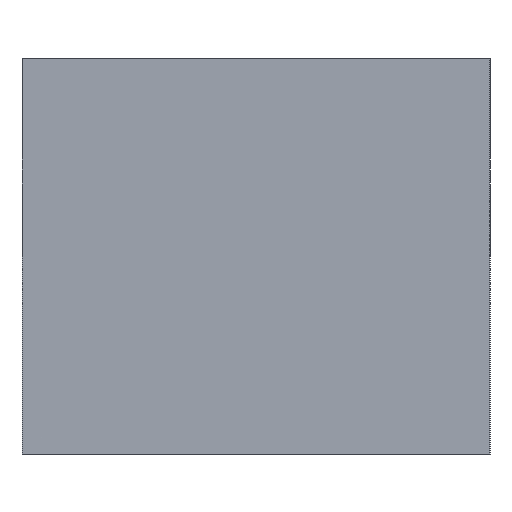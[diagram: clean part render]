
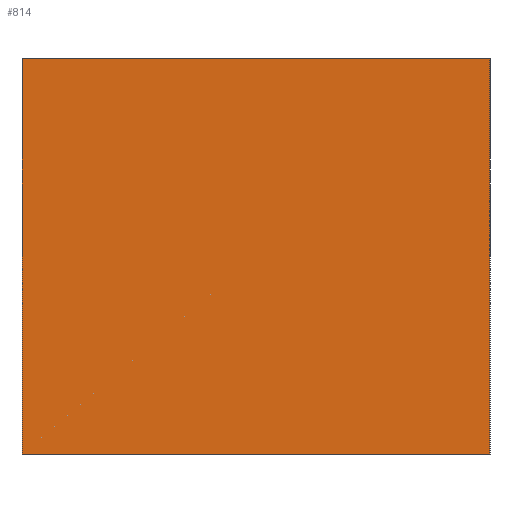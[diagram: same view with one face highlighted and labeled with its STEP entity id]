
A CAD part, left-side view. The second image highlights one B-rep face of the part: STEP entity #814.
In plain terms, the highlighted planar face has unit normal (-1, 0.018, 0).
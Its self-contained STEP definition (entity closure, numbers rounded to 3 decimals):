
#9 = VERTEX_POINT ( 'NONE', #5192 ) ;
#291 = DIRECTION ( 'NONE',  ( -0.017, -1., 0. ) ) ;
#306 = EDGE_CURVE ( 'NONE', #9323, #2193, #5001, .T. ) ;
#365 = LINE ( 'NONE', #1764, #4308 ) ;
#418 = CARTESIAN_POINT ( 'NONE',  ( -21.3, 26., 11. ) ) ;
#570 = EDGE_CURVE ( 'NONE', #4321, #2193, #3789, .T. ) ;
#706 = EDGE_CURVE ( 'NONE', #9, #4321, #2805, .T. ) ;
#808 = AXIS2_PLACEMENT_3D ( 'NONE', #6564, #4289, #1158 ) ;
#814 = ADVANCED_FACE ( 'NONE', ( #2060 ), #6605, .T. ) ;
#1158 = DIRECTION ( 'NONE',  ( -0.017, -1., 0. ) ) ;
#1443 = ORIENTED_EDGE ( 'NONE', *, *, #306, .T. ) ;
#1764 = CARTESIAN_POINT ( 'NONE',  ( -21.3, 26., -11. ) ) ;
#2060 = FACE_OUTER_BOUND ( 'NONE', #2705, .T. ) ;
#2193 = VERTEX_POINT ( 'NONE', #9350 ) ;
#2705 = EDGE_LOOP ( 'NONE', ( #1443, #4009, #6101, #5050 ) ) ;
#2805 = LINE ( 'NONE', #8732, #8705 ) ;
#3789 = LINE ( 'NONE', #4240, #7635 ) ;
#4009 = ORIENTED_EDGE ( 'NONE', *, *, #570, .F. ) ;
#4172 = DIRECTION ( 'NONE',  ( 0., 0., 1. ) ) ;
#4240 = CARTESIAN_POINT ( 'NONE',  ( -21.3, 26., 11. ) ) ;
#4289 = DIRECTION ( 'NONE',  ( -1., 0.017, 0. ) ) ;
#4308 = VECTOR ( 'NONE', #291, 1000. ) ;
#4321 = VERTEX_POINT ( 'NONE', #418 ) ;
#5001 = LINE ( 'NONE', #5222, #9080 ) ;
#5050 = ORIENTED_EDGE ( 'NONE', *, *, #9177, .T. ) ;
#5192 = CARTESIAN_POINT ( 'NONE',  ( -21.3, 26., -11. ) ) ;
#5222 = CARTESIAN_POINT ( 'NONE',  ( -21.754, 0., -11. ) ) ;
#6030 = CARTESIAN_POINT ( 'NONE',  ( -21.754, 0., -11. ) ) ;
#6101 = ORIENTED_EDGE ( 'NONE', *, *, #706, .F. ) ;
#6242 = DIRECTION ( 'NONE',  ( 0., 0., 1. ) ) ;
#6564 = CARTESIAN_POINT ( 'NONE',  ( -21.3, 26., -11. ) ) ;
#6605 = PLANE ( 'NONE',  #808 ) ;
#7635 = VECTOR ( 'NONE', #8691, 1000. ) ;
#8691 = DIRECTION ( 'NONE',  ( -0.017, -1., 0. ) ) ;
#8705 = VECTOR ( 'NONE', #4172, 1000. ) ;
#8732 = CARTESIAN_POINT ( 'NONE',  ( -21.3, 26., -11. ) ) ;
#9080 = VECTOR ( 'NONE', #6242, 1000. ) ;
#9177 = EDGE_CURVE ( 'NONE', #9, #9323, #365, .T. ) ;
#9323 = VERTEX_POINT ( 'NONE', #6030 ) ;
#9350 = CARTESIAN_POINT ( 'NONE',  ( -21.754, 0., 11. ) ) ;
